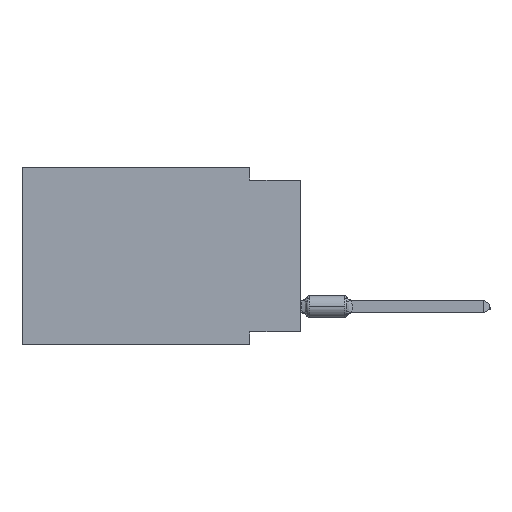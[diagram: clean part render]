
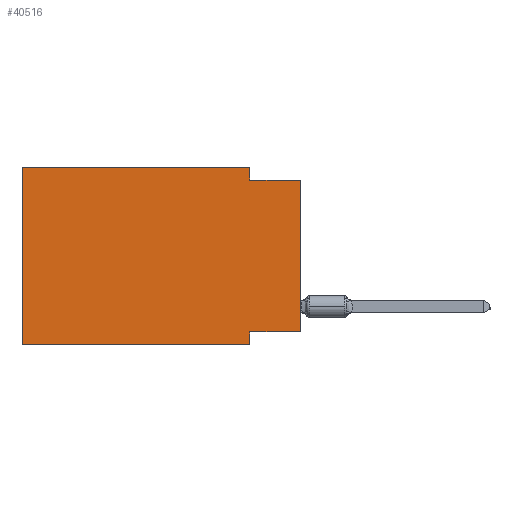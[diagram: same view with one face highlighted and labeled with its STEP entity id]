
A CAD part, left-side view. The second image highlights one B-rep face of the part: STEP entity #40516.
In plain terms, the highlighted planar face has unit normal (-1, 0, 0).
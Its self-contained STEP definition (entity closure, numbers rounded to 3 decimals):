
#1412 = EDGE_CURVE ( 'NONE', #11726, #4533, #33483, .T. ) ;
#1758 = EDGE_CURVE ( 'NONE', #50186, #12804, #33675, .T. ) ;
#2365 = ORIENTED_EDGE ( 'NONE', *, *, #46880, .F. ) ;
#2541 = DIRECTION ( 'NONE',  ( 0., -1., 0. ) ) ;
#4175 = DIRECTION ( 'NONE',  ( 0., 0., -1. ) ) ;
#4533 = VERTEX_POINT ( 'NONE', #17548 ) ;
#5791 = VECTOR ( 'NONE', #29847, 1000. ) ;
#6139 = DIRECTION ( 'NONE',  ( 0., 1., 0. ) ) ;
#6230 = VERTEX_POINT ( 'NONE', #26293 ) ;
#7278 = VECTOR ( 'NONE', #4175, 1000. ) ;
#7803 = DIRECTION ( 'NONE',  ( 0., 0., -1. ) ) ;
#8340 = DIRECTION ( 'NONE',  ( 0., -1., 0. ) ) ;
#9991 = CARTESIAN_POINT ( 'NONE',  ( 0., 0., -8.255 ) ) ;
#10092 = CARTESIAN_POINT ( 'NONE',  ( 0., 0., -8.255 ) ) ;
#10236 = CARTESIAN_POINT ( 'NONE',  ( 0., 0., -0.635 ) ) ;
#11726 = VERTEX_POINT ( 'NONE', #23583 ) ;
#11986 = VECTOR ( 'NONE', #8340, 1000. ) ;
#12804 = VERTEX_POINT ( 'NONE', #10236 ) ;
#14200 = ORIENTED_EDGE ( 'NONE', *, *, #24680, .F. ) ;
#15544 = DIRECTION ( 'NONE',  ( 0., 0., 1. ) ) ;
#15695 = ORIENTED_EDGE ( 'NONE', *, *, #41438, .F. ) ;
#17548 = CARTESIAN_POINT ( 'NONE',  ( 0., 2.54, -8.89 ) ) ;
#17757 = ORIENTED_EDGE ( 'NONE', *, *, #21135, .F. ) ;
#18709 = VERTEX_POINT ( 'NONE', #47817 ) ;
#18753 = ORIENTED_EDGE ( 'NONE', *, *, #31646, .F. ) ;
#19367 = LINE ( 'NONE', #34977, #29242 ) ;
#21135 = EDGE_CURVE ( 'NONE', #48407, #12804, #45915, .T. ) ;
#22150 = DIRECTION ( 'NONE',  ( 0., -1., 0. ) ) ;
#23445 = CARTESIAN_POINT ( 'NONE',  ( 0., 2.54, 0. ) ) ;
#23583 = CARTESIAN_POINT ( 'NONE',  ( 0., 13.97, -8.89 ) ) ;
#24680 = EDGE_CURVE ( 'NONE', #31681, #4533, #43048, .T. ) ;
#25286 = VECTOR ( 'NONE', #6139, 1000. ) ;
#26216 = CARTESIAN_POINT ( 'NONE',  ( 0., 0., -0.635 ) ) ;
#26293 = CARTESIAN_POINT ( 'NONE',  ( 0., 13.97, 0. ) ) ;
#27453 = FACE_OUTER_BOUND ( 'NONE', #31975, .T. ) ;
#29092 = VECTOR ( 'NONE', #30610, 1000. ) ;
#29242 = VECTOR ( 'NONE', #15544, 1000. ) ;
#29847 = DIRECTION ( 'NONE',  ( 0., 0., 1. ) ) ;
#30610 = DIRECTION ( 'NONE',  ( 0., 0., -1. ) ) ;
#31534 = EDGE_CURVE ( 'NONE', #18709, #48407, #42622, .T. ) ;
#31617 = LINE ( 'NONE', #39297, #11986 ) ;
#31646 = EDGE_CURVE ( 'NONE', #6230, #18709, #31617, .T. ) ;
#31681 = VERTEX_POINT ( 'NONE', #31871 ) ;
#31871 = CARTESIAN_POINT ( 'NONE',  ( 0., 2.54, -8.255 ) ) ;
#31975 = EDGE_LOOP ( 'NONE', ( #50475, #17757, #49903, #18753, #15695, #48152, #14200, #2365 ) ) ;
#33254 = LINE ( 'NONE', #9991, #25286 ) ;
#33483 = LINE ( 'NONE', #37592, #41686 ) ;
#33675 = LINE ( 'NONE', #44433, #5791 ) ;
#34977 = CARTESIAN_POINT ( 'NONE',  ( 0., 13.97, 0. ) ) ;
#37592 = CARTESIAN_POINT ( 'NONE',  ( 0., 13.97, -8.89 ) ) ;
#38515 = CARTESIAN_POINT ( 'NONE',  ( 0., 13.97, 0. ) ) ;
#39260 = PLANE ( 'NONE',  #44683 ) ;
#39297 = CARTESIAN_POINT ( 'NONE',  ( 0., 13.97, 0. ) ) ;
#40516 = ADVANCED_FACE ( 'NONE', ( #27453 ), #39260, .F. ) ;
#41438 = EDGE_CURVE ( 'NONE', #11726, #6230, #19367, .T. ) ;
#41686 = VECTOR ( 'NONE', #2541, 1000. ) ;
#42549 = VECTOR ( 'NONE', #22150, 1000. ) ;
#42622 = LINE ( 'NONE', #23445, #29092 ) ;
#42829 = DIRECTION ( 'NONE',  ( 1., 0., 0. ) ) ;
#43048 = LINE ( 'NONE', #43781, #7278 ) ;
#43781 = CARTESIAN_POINT ( 'NONE',  ( 0., 2.54, -8.89 ) ) ;
#44433 = CARTESIAN_POINT ( 'NONE',  ( 0., 0., 0. ) ) ;
#44683 = AXIS2_PLACEMENT_3D ( 'NONE', #38515, #42829, #7803 ) ;
#45915 = LINE ( 'NONE', #26216, #42549 ) ;
#46880 = EDGE_CURVE ( 'NONE', #50186, #31681, #33254, .T. ) ;
#47817 = CARTESIAN_POINT ( 'NONE',  ( 0., 2.54, 0. ) ) ;
#48152 = ORIENTED_EDGE ( 'NONE', *, *, #1412, .T. ) ;
#48407 = VERTEX_POINT ( 'NONE', #50258 ) ;
#49903 = ORIENTED_EDGE ( 'NONE', *, *, #31534, .F. ) ;
#50186 = VERTEX_POINT ( 'NONE', #10092 ) ;
#50258 = CARTESIAN_POINT ( 'NONE',  ( 0., 2.54, -0.635 ) ) ;
#50475 = ORIENTED_EDGE ( 'NONE', *, *, #1758, .T. ) ;
